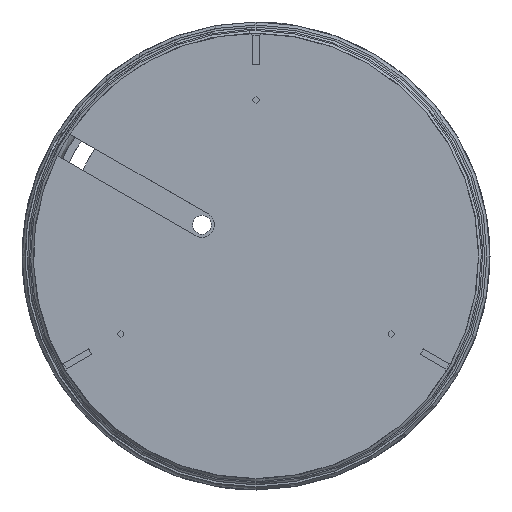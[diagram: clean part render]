
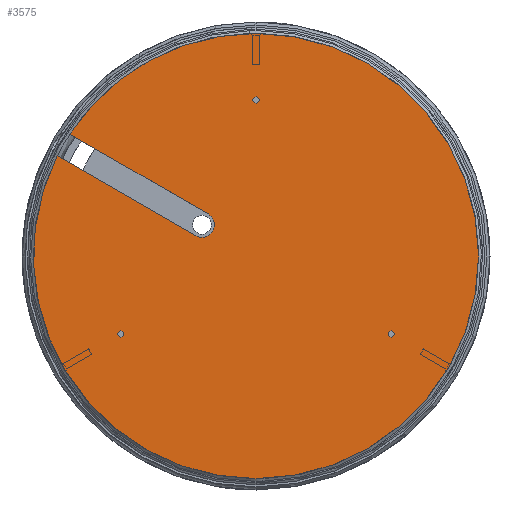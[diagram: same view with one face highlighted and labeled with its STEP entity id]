
A CAD part, front view. The second image highlights one B-rep face of the part: STEP entity #3575.
In plain terms, the highlighted planar face has unit normal (0, -1, 0).
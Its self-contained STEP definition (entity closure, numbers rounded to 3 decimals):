
#276 = CIRCLE ( 'NONE', #4646, 1.5 ) ;
#372 = AXIS2_PLACEMENT_3D ( 'NONE', #5903, #5921, #5980 ) ;
#403 = DIRECTION ( 'NONE',  ( 0., 0., -1. ) ) ;
#410 = DIRECTION ( 'NONE',  ( 0., 1., 0. ) ) ;
#413 = CARTESIAN_POINT ( 'NONE',  ( 0., 3., 0. ) ) ;
#449 = FACE_BOUND ( 'NONE', #5409, .T. ) ;
#463 = CARTESIAN_POINT ( 'NONE',  ( 0., 3., 107. ) ) ;
#492 = EDGE_CURVE ( 'NONE', #3262, #3613, #6029, .T. ) ;
#560 = EDGE_CURVE ( 'NONE', #3597, #5820, #3013, .T. ) ;
#719 = AXIS2_PLACEMENT_3D ( 'NONE', #5596, #5546, #5364 ) ;
#754 = AXIS2_PLACEMENT_3D ( 'NONE', #1855, #1538, #1533 ) ;
#800 = AXIS2_PLACEMENT_3D ( 'NONE', #1666, #1671, #1636 ) ;
#819 = DIRECTION ( 'NONE',  ( 1., 0., 0. ) ) ;
#822 = DIRECTION ( 'NONE',  ( 0., 1., 0. ) ) ;
#825 = CARTESIAN_POINT ( 'NONE',  ( -25.981, 3., 15. ) ) ;
#867 = AXIS2_PLACEMENT_3D ( 'NONE', #4882, #4889, #4898 ) ;
#886 = EDGE_LOOP ( 'NONE', ( #3297, #3099, #3726, #3719, #3379, #3457, #3101 ) ) ;
#932 = VERTEX_POINT ( 'NONE', #2799 ) ;
#977 = ORIENTED_EDGE ( 'NONE', *, *, #4609, .T. ) ;
#1219 = AXIS2_PLACEMENT_3D ( 'NONE', #3452, #3030, #5946 ) ;
#1284 = ORIENTED_EDGE ( 'NONE', *, *, #560, .T. ) ;
#1391 = FACE_OUTER_BOUND ( 'NONE', #886, .T. ) ;
#1403 = DIRECTION ( 'NONE',  ( 1., 0., 0. ) ) ;
#1412 = DIRECTION ( 'NONE',  ( 0., 1., 0. ) ) ;
#1413 = CARTESIAN_POINT ( 'NONE',  ( -25.981, 3., 15. ) ) ;
#1481 = CARTESIAN_POINT ( 'NONE',  ( -95.519, 3., 48.22 ) ) ;
#1533 = DIRECTION ( 'NONE',  ( 0., 0., -1. ) ) ;
#1538 = DIRECTION ( 'NONE',  ( 0., -1., 0. ) ) ;
#1551 = VERTEX_POINT ( 'NONE', #4490 ) ;
#1617 = DIRECTION ( 'NONE',  ( 0., 0., -1. ) ) ;
#1624 = DIRECTION ( 'NONE',  ( 0., 1., 0. ) ) ;
#1636 = DIRECTION ( 'NONE',  ( 0., 0., -1. ) ) ;
#1637 = VERTEX_POINT ( 'NONE', #3860 ) ;
#1645 = PLANE ( 'NONE',  #754 ) ;
#1666 = CARTESIAN_POINT ( 'NONE',  ( 0., 3., 0. ) ) ;
#1671 = DIRECTION ( 'NONE',  ( 0., 1., 0. ) ) ;
#1748 = EDGE_CURVE ( 'NONE', #5073, #1884, #2264, .T. ) ;
#1826 = AXIS2_PLACEMENT_3D ( 'NONE', #413, #410, #403 ) ;
#1855 = CARTESIAN_POINT ( 'NONE',  ( 53.5, 3., 92.665 ) ) ;
#1884 = VERTEX_POINT ( 'NONE', #2521 ) ;
#1948 = EDGE_CURVE ( 'NONE', #2969, #4052, #3904, .T. ) ;
#2039 = EDGE_CURVE ( 'NONE', #5820, #3597, #276, .T. ) ;
#2109 = DIRECTION ( 'NONE',  ( 0., 0., -1. ) ) ;
#2110 = DIRECTION ( 'NONE',  ( 0., 1., 0. ) ) ;
#2115 = CARTESIAN_POINT ( 'NONE',  ( -64.952, 3., -37.5 ) ) ;
#2171 = CARTESIAN_POINT ( 'NONE',  ( -89.519, 3., 58.612 ) ) ;
#2181 = AXIS2_PLACEMENT_3D ( 'NONE', #1413, #1412, #1403 ) ;
#2251 = VERTEX_POINT ( 'NONE', #1481 ) ;
#2264 = CIRCLE ( 'NONE', #4099, 1.5 ) ;
#2278 = DIRECTION ( 'NONE',  ( 0.866, 0., -0.5 ) ) ;
#2279 = CARTESIAN_POINT ( 'NONE',  ( -89.519, 3., 58.612 ) ) ;
#2312 = ORIENTED_EDGE ( 'NONE', *, *, #1748, .T. ) ;
#2320 = EDGE_CURVE ( 'NONE', #4052, #932, #3283, .T. ) ;
#2335 = AXIS2_PLACEMENT_3D ( 'NONE', #825, #822, #819 ) ;
#2344 = CIRCLE ( 'NONE', #800, 107. ) ;
#2435 = CIRCLE ( 'NONE', #867, 1.5 ) ;
#2488 = EDGE_CURVE ( 'NONE', #932, #3689, #6015, .T. ) ;
#2521 = CARTESIAN_POINT ( 'NONE',  ( 64.952, 3., -36. ) ) ;
#2572 = EDGE_LOOP ( 'NONE', ( #3071, #1284 ) ) ;
#2609 = EDGE_CURVE ( 'NONE', #3613, #2251, #5754, .T. ) ;
#2774 = AXIS2_PLACEMENT_3D ( 'NONE', #5818, #1624, #1617 ) ;
#2799 = CARTESIAN_POINT ( 'NONE',  ( -19.981, 3., 15. ) ) ;
#2969 = VERTEX_POINT ( 'NONE', #2171 ) ;
#3013 = CIRCLE ( 'NONE', #2774, 1.5 ) ;
#3030 = DIRECTION ( 'NONE',  ( 0., 1., 0. ) ) ;
#3071 = ORIENTED_EDGE ( 'NONE', *, *, #2039, .T. ) ;
#3099 = ORIENTED_EDGE ( 'NONE', *, *, #2488, .T. ) ;
#3101 = ORIENTED_EDGE ( 'NONE', *, *, #1948, .T. ) ;
#3196 = VECTOR ( 'NONE', #2278, 1000. ) ;
#3262 = VERTEX_POINT ( 'NONE', #463 ) ;
#3283 = CIRCLE ( 'NONE', #2181, 6. ) ;
#3289 = ORIENTED_EDGE ( 'NONE', *, *, #3468, .T. ) ;
#3297 = ORIENTED_EDGE ( 'NONE', *, *, #2320, .T. ) ;
#3379 = ORIENTED_EDGE ( 'NONE', *, *, #492, .F. ) ;
#3452 = CARTESIAN_POINT ( 'NONE',  ( 0., 3., 0. ) ) ;
#3457 = ORIENTED_EDGE ( 'NONE', *, *, #3565, .F. ) ;
#3468 = EDGE_CURVE ( 'NONE', #1551, #1637, #2435, .T. ) ;
#3543 = ORIENTED_EDGE ( 'NONE', *, *, #3662, .T. ) ;
#3565 = EDGE_CURVE ( 'NONE', #2969, #3262, #2344, .T. ) ;
#3575 = ADVANCED_FACE ( 'NONE', ( #449, #4109, #5372, #1391 ), #1645, .T. ) ;
#3597 = VERTEX_POINT ( 'NONE', #5530 ) ;
#3613 = VERTEX_POINT ( 'NONE', #5491 ) ;
#3662 = EDGE_CURVE ( 'NONE', #1637, #1551, #5925, .T. ) ;
#3689 = VERTEX_POINT ( 'NONE', #5461 ) ;
#3698 = CARTESIAN_POINT ( 'NONE',  ( 64.952, 3., -37.5 ) ) ;
#3700 = DIRECTION ( 'NONE',  ( 0., 1., 0. ) ) ;
#3709 = DIRECTION ( 'NONE',  ( 0., 0., -1. ) ) ;
#3719 = ORIENTED_EDGE ( 'NONE', *, *, #2609, .F. ) ;
#3726 = ORIENTED_EDGE ( 'NONE', *, *, #5293, .T. ) ;
#3860 = CARTESIAN_POINT ( 'NONE',  ( 0., 3., 73.5 ) ) ;
#3904 = LINE ( 'NONE', #2279, #3196 ) ;
#3994 = DIRECTION ( 'NONE',  ( -0.866, 0., 0.5 ) ) ;
#4000 = CARTESIAN_POINT ( 'NONE',  ( -28.981, 3., 9.804 ) ) ;
#4052 = VERTEX_POINT ( 'NONE', #4513 ) ;
#4099 = AXIS2_PLACEMENT_3D ( 'NONE', #3698, #3700, #3709 ) ;
#4109 = FACE_BOUND ( 'NONE', #2572, .T. ) ;
#4178 = VECTOR ( 'NONE', #3994, 1000. ) ;
#4356 = CARTESIAN_POINT ( 'NONE',  ( 64.952, 3., -39. ) ) ;
#4490 = CARTESIAN_POINT ( 'NONE',  ( 0., 3., 76.5 ) ) ;
#4513 = CARTESIAN_POINT ( 'NONE',  ( -22.981, 3., 20.196 ) ) ;
#4578 = LINE ( 'NONE', #4000, #4178 ) ;
#4609 = EDGE_CURVE ( 'NONE', #1884, #5073, #5495, .T. ) ;
#4646 = AXIS2_PLACEMENT_3D ( 'NONE', #2115, #2110, #2109 ) ;
#4882 = CARTESIAN_POINT ( 'NONE',  ( 0., 3., 75. ) ) ;
#4889 = DIRECTION ( 'NONE',  ( 0., 1., 0. ) ) ;
#4898 = DIRECTION ( 'NONE',  ( 0., 0., -1. ) ) ;
#5073 = VERTEX_POINT ( 'NONE', #4356 ) ;
#5293 = EDGE_CURVE ( 'NONE', #3689, #2251, #4578, .T. ) ;
#5341 = CARTESIAN_POINT ( 'NONE',  ( -64.952, 3., -39. ) ) ;
#5364 = DIRECTION ( 'NONE',  ( 0., 0., -1. ) ) ;
#5372 = FACE_BOUND ( 'NONE', #5619, .T. ) ;
#5409 = EDGE_LOOP ( 'NONE', ( #3543, #3289 ) ) ;
#5461 = CARTESIAN_POINT ( 'NONE',  ( -28.981, 3., 9.804 ) ) ;
#5491 = CARTESIAN_POINT ( 'NONE',  ( 0., 3., -107. ) ) ;
#5495 = CIRCLE ( 'NONE', #372, 1.5 ) ;
#5530 = CARTESIAN_POINT ( 'NONE',  ( -64.952, 3., -36. ) ) ;
#5546 = DIRECTION ( 'NONE',  ( 0., 1., 0. ) ) ;
#5596 = CARTESIAN_POINT ( 'NONE',  ( 0., 3., 75. ) ) ;
#5619 = EDGE_LOOP ( 'NONE', ( #2312, #977 ) ) ;
#5754 = CIRCLE ( 'NONE', #1826, 107. ) ;
#5818 = CARTESIAN_POINT ( 'NONE',  ( -64.952, 3., -37.5 ) ) ;
#5820 = VERTEX_POINT ( 'NONE', #5341 ) ;
#5903 = CARTESIAN_POINT ( 'NONE',  ( 64.952, 3., -37.5 ) ) ;
#5921 = DIRECTION ( 'NONE',  ( 0., 1., 0. ) ) ;
#5925 = CIRCLE ( 'NONE', #719, 1.5 ) ;
#5946 = DIRECTION ( 'NONE',  ( 0., 0., -1. ) ) ;
#5980 = DIRECTION ( 'NONE',  ( 0., 0., -1. ) ) ;
#6015 = CIRCLE ( 'NONE', #2335, 6. ) ;
#6029 = CIRCLE ( 'NONE', #1219, 107. ) ;
